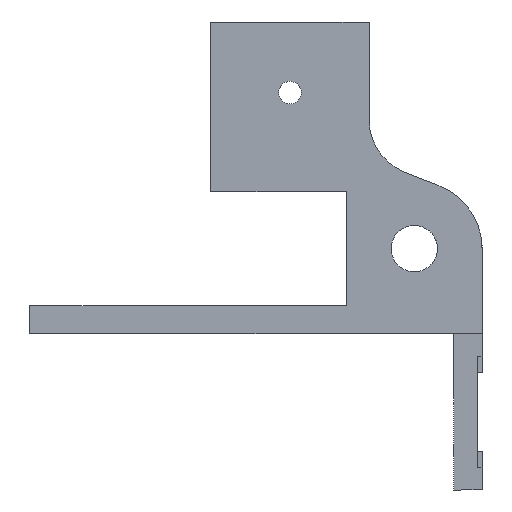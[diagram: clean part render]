
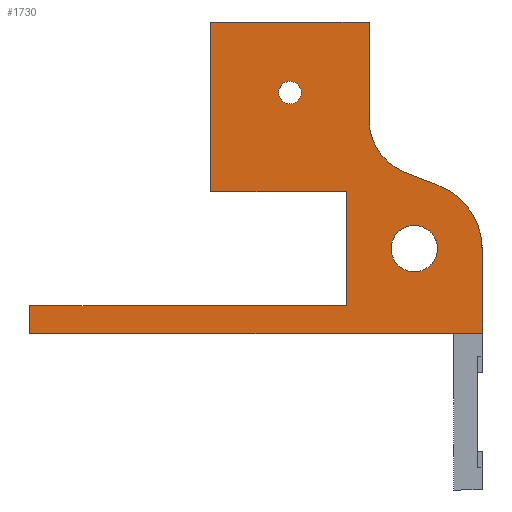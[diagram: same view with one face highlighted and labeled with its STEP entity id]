
A CAD part, front view. The second image highlights one B-rep face of the part: STEP entity #1730.
In plain terms, the highlighted planar face has unit normal (0, -1, 0).
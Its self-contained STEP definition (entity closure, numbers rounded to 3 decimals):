
#18 = CARTESIAN_POINT ( 'NONE',  ( -32., 0., 0. ) ) ;
#21 = EDGE_CURVE ( 'NONE', #1627, #346, #1479, .T. ) ;
#28 = CARTESIAN_POINT ( 'NONE',  ( 48., 0., -55.2 ) ) ;
#32 = DIRECTION ( 'NONE',  ( 0., 1., 0. ) ) ;
#35 = LINE ( 'NONE', #1458, #636 ) ;
#43 = CIRCLE ( 'NONE', #339, 4.1 ) ;
#54 = CIRCLE ( 'NONE', #741, 2. ) ;
#124 = EDGE_CURVE ( 'NONE', #1592, #905, #672, .T. ) ;
#141 = CARTESIAN_POINT ( 'NONE',  ( -4.455, 0., -11.387 ) ) ;
#162 = EDGE_CURVE ( 'NONE', #1210, #628, #43, .T. ) ;
#173 = VERTEX_POINT ( 'NONE', #1674 ) ;
#190 = LINE ( 'NONE', #18, #1247 ) ;
#192 = FACE_BOUND ( 'NONE', #265, .T. ) ;
#200 = DIRECTION ( 'NONE',  ( 0., 0., -1. ) ) ;
#206 = LINE ( 'NONE', #221, #1787 ) ;
#221 = CARTESIAN_POINT ( 'NONE',  ( 0., 0., -50.2 ) ) ;
#231 = DIRECTION ( 'NONE',  ( 0., 0., 1. ) ) ;
#253 = ORIENTED_EDGE ( 'NONE', *, *, #1644, .T. ) ;
#255 = EDGE_CURVE ( 'NONE', #1257, #435, #1565, .T. ) ;
#265 = EDGE_LOOP ( 'NONE', ( #253, #839 ) ) ;
#277 = DIRECTION ( 'NONE',  ( 0., 0., 1. ) ) ;
#295 = DIRECTION ( 'NONE',  ( 0., 0., 1. ) ) ;
#299 = CARTESIAN_POINT ( 'NONE',  ( 28., 0., 0. ) ) ;
#304 = CARTESIAN_POINT ( 'NONE',  ( 38., 0., -17.259 ) ) ;
#339 = AXIS2_PLACEMENT_3D ( 'NONE', #816, #372, #231 ) ;
#346 = VERTEX_POINT ( 'NONE', #604 ) ;
#356 = CARTESIAN_POINT ( 'NONE',  ( 14., 0., -10.5 ) ) ;
#372 = DIRECTION ( 'NONE',  ( 0., 1., 0. ) ) ;
#375 = EDGE_CURVE ( 'NONE', #346, #173, #1715, .T. ) ;
#415 = VERTEX_POINT ( 'NONE', #1381 ) ;
#435 = VERTEX_POINT ( 'NONE', #356 ) ;
#457 = VECTOR ( 'NONE', #1280, 1000. ) ;
#489 = CIRCLE ( 'NONE', #576, 12. ) ;
#516 = EDGE_CURVE ( 'NONE', #1350, #173, #820, .T. ) ;
#521 = CARTESIAN_POINT ( 'NONE',  ( 36., 0., -40.1 ) ) ;
#547 = DIRECTION ( 'NONE',  ( 0., 0., 1. ) ) ;
#551 = AXIS2_PLACEMENT_3D ( 'NONE', #1700, #1579, #277 ) ;
#556 = DIRECTION ( 'NONE',  ( 0., -1., 0. ) ) ;
#576 = AXIS2_PLACEMENT_3D ( 'NONE', #521, #556, #547 ) ;
#604 = CARTESIAN_POINT ( 'NONE',  ( 28., 0., -17.259 ) ) ;
#625 = DIRECTION ( 'NONE',  ( 1., 0., 0. ) ) ;
#628 = VERTEX_POINT ( 'NONE', #1022 ) ;
#632 = ORIENTED_EDGE ( 'NONE', *, *, #1374, .T. ) ;
#636 = VECTOR ( 'NONE', #1729, 1000. ) ;
#652 = CARTESIAN_POINT ( 'NONE',  ( 0., 0., -55.2 ) ) ;
#667 = EDGE_CURVE ( 'NONE', #905, #1074, #35, .T. ) ;
#672 = LINE ( 'NONE', #1240, #1151 ) ;
#673 = ORIENTED_EDGE ( 'NONE', *, *, #1778, .F. ) ;
#702 = CARTESIAN_POINT ( 'NONE',  ( 48., 0., 0. ) ) ;
#741 = AXIS2_PLACEMENT_3D ( 'NONE', #990, #838, #1442 ) ;
#778 = CARTESIAN_POINT ( 'NONE',  ( 36., 0., -44.2 ) ) ;
#802 = ORIENTED_EDGE ( 'NONE', *, *, #516, .T. ) ;
#816 = CARTESIAN_POINT ( 'NONE',  ( 36., 0., -40.1 ) ) ;
#820 = LINE ( 'NONE', #141, #457 ) ;
#838 = DIRECTION ( 'NONE',  ( 0., 1., 0. ) ) ;
#839 = ORIENTED_EDGE ( 'NONE', *, *, #255, .T. ) ;
#846 = LINE ( 'NONE', #702, #1154 ) ;
#868 = CARTESIAN_POINT ( 'NONE',  ( 48., 0., -40.1 ) ) ;
#874 = EDGE_CURVE ( 'NONE', #1581, #1350, #489, .T. ) ;
#876 = ORIENTED_EDGE ( 'NONE', *, *, #162, .T. ) ;
#882 = DIRECTION ( 'NONE',  ( 0., 0., 1. ) ) ;
#890 = ORIENTED_EDGE ( 'NONE', *, *, #21, .F. ) ;
#895 = VECTOR ( 'NONE', #1605, 1000. ) ;
#905 = VERTEX_POINT ( 'NONE', #1415 ) ;
#912 = AXIS2_PLACEMENT_3D ( 'NONE', #304, #1191, #295 ) ;
#932 = DIRECTION ( 'NONE',  ( 0., 0., 1. ) ) ;
#951 = CIRCLE ( 'NONE', #551, 4.1 ) ;
#970 = EDGE_LOOP ( 'NONE', ( #876, #632 ) ) ;
#983 = EDGE_CURVE ( 'NONE', #1489, #1581, #846, .T. ) ;
#985 = EDGE_LOOP ( 'NONE', ( #1263, #1237, #1566, #802, #1728, #890, #673, #1380, #1403, #1166, #1260, #1343 ) ) ;
#990 = CARTESIAN_POINT ( 'NONE',  ( 14., 0., -12.5 ) ) ;
#1022 = CARTESIAN_POINT ( 'NONE',  ( 36., 0., -36. ) ) ;
#1034 = VECTOR ( 'NONE', #200, 1000. ) ;
#1056 = DIRECTION ( 'NONE',  ( 1., 0., 0. ) ) ;
#1074 = VERTEX_POINT ( 'NONE', #1604 ) ;
#1092 = DIRECTION ( 'NONE',  ( 0., 0., 1. ) ) ;
#1139 = DIRECTION ( 'NONE',  ( 0., 0., 1. ) ) ;
#1151 = VECTOR ( 'NONE', #1092, 1000. ) ;
#1154 = VECTOR ( 'NONE', #1139, 1000. ) ;
#1155 = VECTOR ( 'NONE', #625, 1000. ) ;
#1166 = ORIENTED_EDGE ( 'NONE', *, *, #124, .F. ) ;
#1183 = EDGE_CURVE ( 'NONE', #415, #1489, #1367, .T. ) ;
#1191 = DIRECTION ( 'NONE',  ( 0., -1., 0. ) ) ;
#1200 = EDGE_CURVE ( 'NONE', #1074, #1596, #1494, .T. ) ;
#1201 = CARTESIAN_POINT ( 'NONE',  ( 0., 0., 0. ) ) ;
#1203 = DIRECTION ( 'NONE',  ( 0., 0., 1. ) ) ;
#1208 = EDGE_CURVE ( 'NONE', #1843, #1592, #206, .T. ) ;
#1210 = VERTEX_POINT ( 'NONE', #778 ) ;
#1221 = CARTESIAN_POINT ( 'NONE',  ( 14., 0., -14.5 ) ) ;
#1237 = ORIENTED_EDGE ( 'NONE', *, *, #983, .T. ) ;
#1240 = CARTESIAN_POINT ( 'NONE',  ( 24., 0., 0. ) ) ;
#1247 = VECTOR ( 'NONE', #882, 1000. ) ;
#1253 = CARTESIAN_POINT ( 'NONE',  ( 14., 0., -12.5 ) ) ;
#1257 = VERTEX_POINT ( 'NONE', #1221 ) ;
#1260 = ORIENTED_EDGE ( 'NONE', *, *, #1208, .F. ) ;
#1263 = ORIENTED_EDGE ( 'NONE', *, *, #1183, .T. ) ;
#1280 = DIRECTION ( 'NONE',  ( -0.931, 0., 0.364 ) ) ;
#1343 = ORIENTED_EDGE ( 'NONE', *, *, #1448, .F. ) ;
#1348 = CARTESIAN_POINT ( 'NONE',  ( 0., 0., 0. ) ) ;
#1350 = VERTEX_POINT ( 'NONE', #1551 ) ;
#1367 = LINE ( 'NONE', #652, #1155 ) ;
#1374 = EDGE_CURVE ( 'NONE', #628, #1210, #951, .T. ) ;
#1380 = ORIENTED_EDGE ( 'NONE', *, *, #1200, .F. ) ;
#1381 = CARTESIAN_POINT ( 'NONE',  ( -32., 0., -55.2 ) ) ;
#1403 = ORIENTED_EDGE ( 'NONE', *, *, #667, .F. ) ;
#1415 = CARTESIAN_POINT ( 'NONE',  ( 24., 0., -30. ) ) ;
#1425 = CARTESIAN_POINT ( 'NONE',  ( 0., 0., 0. ) ) ;
#1442 = DIRECTION ( 'NONE',  ( 0., 0., 1. ) ) ;
#1448 = EDGE_CURVE ( 'NONE', #415, #1843, #190, .T. ) ;
#1458 = CARTESIAN_POINT ( 'NONE',  ( 0., 0., -30. ) ) ;
#1472 = CARTESIAN_POINT ( 'NONE',  ( 0., 0., 0. ) ) ;
#1479 = LINE ( 'NONE', #1769, #1034 ) ;
#1489 = VERTEX_POINT ( 'NONE', #28 ) ;
#1494 = LINE ( 'NONE', #1201, #1511 ) ;
#1511 = VECTOR ( 'NONE', #932, 1000. ) ;
#1551 = CARTESIAN_POINT ( 'NONE',  ( 40.372, 0., -28.925 ) ) ;
#1564 = CARTESIAN_POINT ( 'NONE',  ( 24., 0., -50.2 ) ) ;
#1565 = CIRCLE ( 'NONE', #1682, 2. ) ;
#1566 = ORIENTED_EDGE ( 'NONE', *, *, #874, .T. ) ;
#1569 = DIRECTION ( 'NONE',  ( 0., 1., 0. ) ) ;
#1579 = DIRECTION ( 'NONE',  ( 0., 1., 0. ) ) ;
#1581 = VERTEX_POINT ( 'NONE', #868 ) ;
#1592 = VERTEX_POINT ( 'NONE', #1564 ) ;
#1594 = PLANE ( 'NONE',  #1693 ) ;
#1596 = VERTEX_POINT ( 'NONE', #1425 ) ;
#1604 = CARTESIAN_POINT ( 'NONE',  ( 0., 0., -30. ) ) ;
#1605 = DIRECTION ( 'NONE',  ( 1., 0., 0. ) ) ;
#1614 = FACE_OUTER_BOUND ( 'NONE', #985, .T. ) ;
#1627 = VERTEX_POINT ( 'NONE', #299 ) ;
#1632 = LINE ( 'NONE', #1472, #895 ) ;
#1644 = EDGE_CURVE ( 'NONE', #435, #1257, #54, .T. ) ;
#1674 = CARTESIAN_POINT ( 'NONE',  ( 34.356, 0., -26.571 ) ) ;
#1682 = AXIS2_PLACEMENT_3D ( 'NONE', #1253, #1569, #1819 ) ;
#1693 = AXIS2_PLACEMENT_3D ( 'NONE', #1348, #32, #1203 ) ;
#1700 = CARTESIAN_POINT ( 'NONE',  ( 36., 0., -40.1 ) ) ;
#1715 = CIRCLE ( 'NONE', #912, 10. ) ;
#1728 = ORIENTED_EDGE ( 'NONE', *, *, #375, .F. ) ;
#1729 = DIRECTION ( 'NONE',  ( -1., 0., 0. ) ) ;
#1730 = ADVANCED_FACE ( 'NONE', ( #192, #1754, #1614 ), #1594, .F. ) ;
#1754 = FACE_BOUND ( 'NONE', #970, .T. ) ;
#1769 = CARTESIAN_POINT ( 'NONE',  ( 28., 0., 0. ) ) ;
#1778 = EDGE_CURVE ( 'NONE', #1596, #1627, #1632, .T. ) ;
#1787 = VECTOR ( 'NONE', #1056, 1000. ) ;
#1798 = CARTESIAN_POINT ( 'NONE',  ( -32., 0., -50.2 ) ) ;
#1819 = DIRECTION ( 'NONE',  ( 0., 0., 1. ) ) ;
#1843 = VERTEX_POINT ( 'NONE', #1798 ) ;
